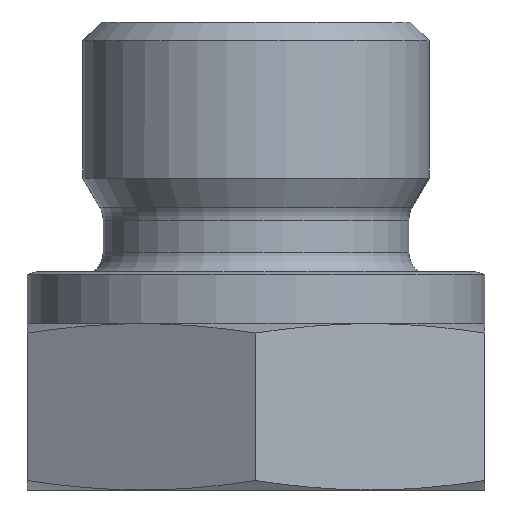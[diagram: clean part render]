
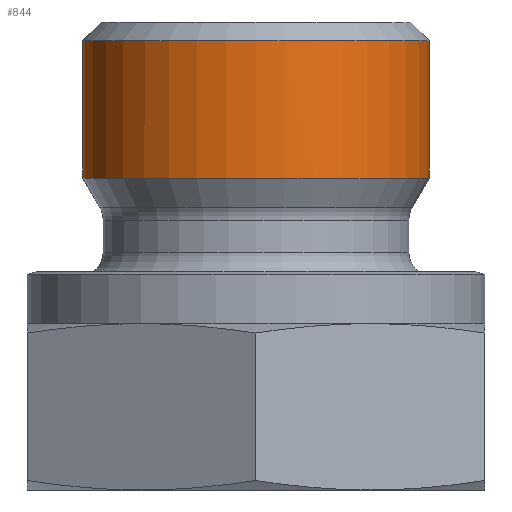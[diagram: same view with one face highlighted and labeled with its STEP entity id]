
A CAD part, front view. The second image highlights one B-rep face of the part: STEP entity #844.
In plain terms, the highlighted cylindrical face has radius 8.331 mm (diameter 16.662 mm), a full revolution.
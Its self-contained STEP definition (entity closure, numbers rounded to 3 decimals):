
#810=CARTESIAN_POINT('',(8.331,0.,21.6));
#811=VERTEX_POINT('',#810);
#812=CARTESIAN_POINT('',(0.0,0.0,21.6));
#813=DIRECTION('',(0.0,0.0,1.0));
#814=DIRECTION('',(-1.0,0.0,0.0));
#815=AXIS2_PLACEMENT_3D('',#812,#813,#814);
#816=CIRCLE('',#815,8.331);
#817=EDGE_CURVE('',#811,#811,#816,.T.);
#825=CARTESIAN_POINT('',(0.0,0.0,22.5));
#826=DIRECTION('',(0.0,0.0,-1.0));
#827=DIRECTION('',(-1.0,0.0,0.0));
#828=AXIS2_PLACEMENT_3D('',#825,#826,#827);
#829=CYLINDRICAL_SURFACE('',#828,8.331);
#830=CARTESIAN_POINT('',(-7.211,4.173,14.999));
#831=VERTEX_POINT('',#830);
#832=CARTESIAN_POINT('',(0.0,0.0,14.999));
#833=DIRECTION('',(0.0,0.0,1.0));
#834=DIRECTION('',(-1.0,0.0,0.0));
#835=AXIS2_PLACEMENT_3D('',#832,#833,#834);
#836=CIRCLE('',#835,8.331);
#837=EDGE_CURVE('',#831,#831,#836,.T.);
#838=ORIENTED_EDGE('',*,*,#837,.T.);
#839=EDGE_LOOP('',(#838));
#840=FACE_OUTER_BOUND('',#839,.T.);
#841=ORIENTED_EDGE('',*,*,#817,.F.);
#842=EDGE_LOOP('',(#841));
#843=FACE_BOUND('',#842,.T.);
#844=ADVANCED_FACE('',(#840,#843),#829,.T.);
